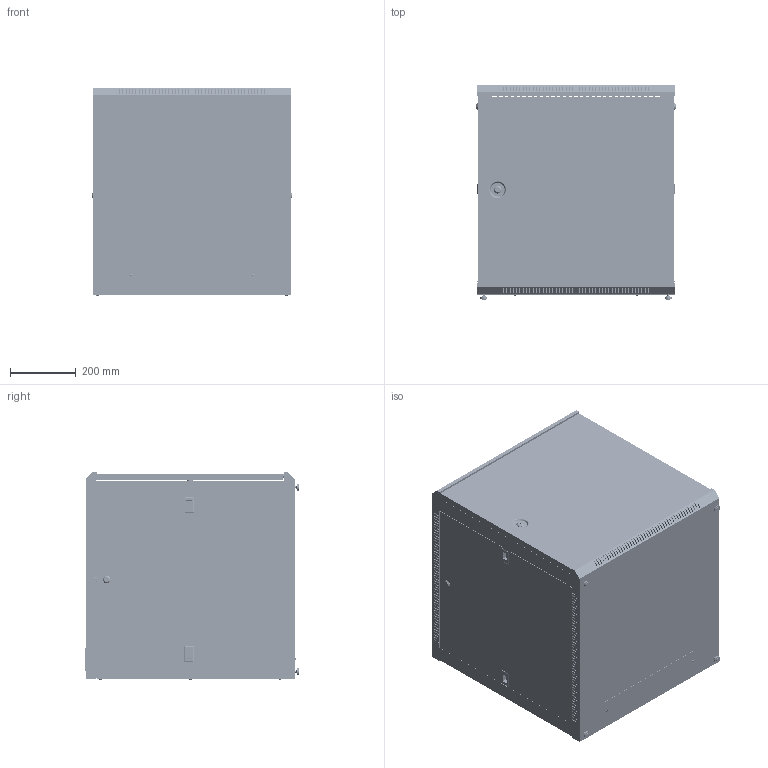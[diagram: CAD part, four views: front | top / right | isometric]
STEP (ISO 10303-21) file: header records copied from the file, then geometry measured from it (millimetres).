
FILE_DESCRIPTION (( 'STEP AP214' ), '1' );
FILE_NAME ('LWR3-12U66-MF ITK Øêàô LINEA W 12U 600x600 ìì äâåðü ìåòàëë, RAL7035.STEP', '2018-11-27T14:03:27', ( '' ), ( '' ), 'SwSTEP 2.0', 'SolidWorks 2014', '' );
FILE_SCHEMA (( 'AUTOMOTIVE_DESIGN' ));
Length unit declared in the file: millimetre
Products named in the file (1): LWR3-12U66-MF  ITK Øêàô LINEA W 12U 600x600 ìì äâåðü ìåòàëë, RAL7035
Bounding box: 604.6 x 652.41 x 630 mm (x, y, z)
Volume: 4106122.7 mm3; surface area: 6349573.7 mm2
Topology: 19 solids, 23 shells, 6129 faces, 18088 edges, 12008 vertices
Faces by surface type: plane 4534, cylinder 1477, torus 52, cone 52, sphere 14
Entity records: 208408 total; most frequent: CARTESIAN_POINT 37578, ORIENTED_EDGE 36176, DIRECTION 33286, EDGE_CURVE 18088, VECTOR 14470, LINE 14470, VERTEX_POINT 12008, AXIS2_PLACEMENT_3D 9408
